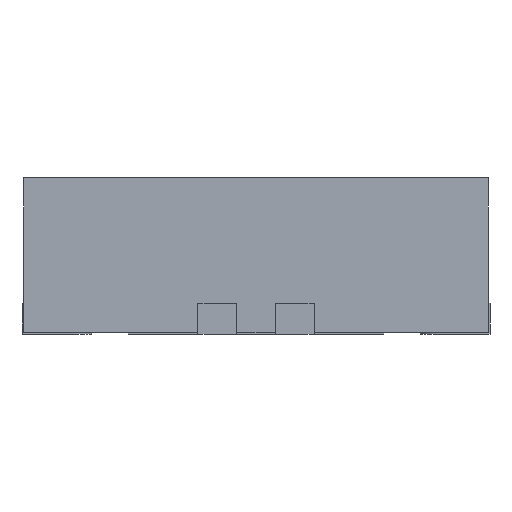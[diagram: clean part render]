
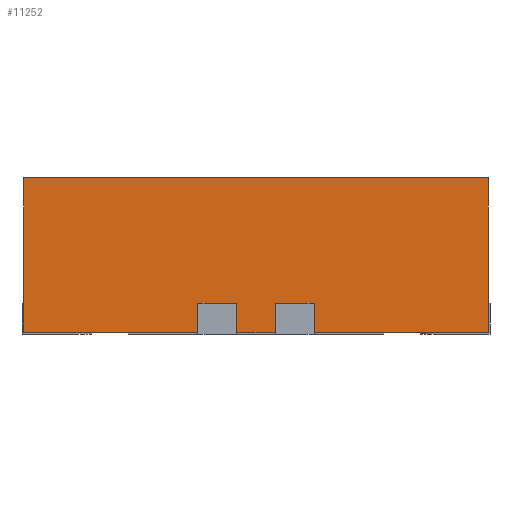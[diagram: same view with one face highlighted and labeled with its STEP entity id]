
A CAD part, front view. The second image highlights one B-rep face of the part: STEP entity #11252.
In plain terms, the highlighted planar face has unit normal (0, -1, 0).
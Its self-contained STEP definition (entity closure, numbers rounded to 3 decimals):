
#83 = VERTEX_POINT ( 'NONE', #12128 ) ;
#334 = VERTEX_POINT ( 'NONE', #9049 ) ;
#410 = DIRECTION ( 'NONE',  ( -1., 0., 0. ) ) ;
#920 = VERTEX_POINT ( 'NONE', #9306 ) ;
#958 = VERTEX_POINT ( 'NONE', #10449 ) ;
#968 = LINE ( 'NONE', #6809, #7911 ) ;
#1240 = LINE ( 'NONE', #11657, #16546 ) ;
#1755 = ORIENTED_EDGE ( 'NONE', *, *, #16022, .F. ) ;
#1848 = DIRECTION ( 'NONE',  ( 1., 0., 0. ) ) ;
#1864 = VERTEX_POINT ( 'NONE', #12489 ) ;
#1914 = VERTEX_POINT ( 'NONE', #8737 ) ;
#2496 = VECTOR ( 'NONE', #9824, 1000. ) ;
#2668 = CARTESIAN_POINT ( 'NONE',  ( -1.5, -1.5, 1.01 ) ) ;
#2972 = ORIENTED_EDGE ( 'NONE', *, *, #15520, .F. ) ;
#3380 = LINE ( 'NONE', #16734, #18203 ) ;
#3528 = CARTESIAN_POINT ( 'NONE',  ( -1.5, -1.5, 1.01 ) ) ;
#4094 = CARTESIAN_POINT ( 'NONE',  ( 0.375, -1.5, 0.01 ) ) ;
#4204 = DIRECTION ( 'NONE',  ( 0., 1., 0. ) ) ;
#4311 = ORIENTED_EDGE ( 'NONE', *, *, #12817, .F. ) ;
#4408 = VERTEX_POINT ( 'NONE', #9581 ) ;
#4413 = ORIENTED_EDGE ( 'NONE', *, *, #18442, .T. ) ;
#4531 = LINE ( 'NONE', #10369, #6465 ) ;
#4674 = LINE ( 'NONE', #3528, #15959 ) ;
#5096 = ORIENTED_EDGE ( 'NONE', *, *, #17858, .T. ) ;
#5134 = CARTESIAN_POINT ( 'NONE',  ( -1.5, -1.5, 0.01 ) ) ;
#5498 = AXIS2_PLACEMENT_3D ( 'NONE', #2668, #4204, #18791 ) ;
#5878 = DIRECTION ( 'NONE',  ( 0., 0., -1. ) ) ;
#5954 = ORIENTED_EDGE ( 'NONE', *, *, #12062, .F. ) ;
#5968 = DIRECTION ( 'NONE',  ( 0., 0., 1. ) ) ;
#6158 = VECTOR ( 'NONE', #1848, 1000. ) ;
#6432 = VECTOR ( 'NONE', #13907, 1000. ) ;
#6465 = VECTOR ( 'NONE', #16254, 1000. ) ;
#6480 = EDGE_LOOP ( 'NONE', ( #4311, #4413, #13683, #6904, #18170, #13916, #5954, #2972, #5096, #17820, #14061, #1755 ) ) ;
#6587 = VERTEX_POINT ( 'NONE', #4094 ) ;
#6809 = CARTESIAN_POINT ( 'NONE',  ( 0.375, -1.5, 1.01 ) ) ;
#6904 = ORIENTED_EDGE ( 'NONE', *, *, #11202, .F. ) ;
#7045 = VECTOR ( 'NONE', #5878, 1000. ) ;
#7564 = VERTEX_POINT ( 'NONE', #11305 ) ;
#7592 = LINE ( 'NONE', #10663, #6158 ) ;
#7733 = DIRECTION ( 'NONE',  ( 0., 0., -1. ) ) ;
#7810 = EDGE_CURVE ( 'NONE', #6587, #4408, #968, .T. ) ;
#7911 = VECTOR ( 'NONE', #18332, 1000. ) ;
#8309 = CARTESIAN_POINT ( 'NONE',  ( 0.125, -1.5, 1.01 ) ) ;
#8359 = VECTOR ( 'NONE', #16004, 1000. ) ;
#8737 = CARTESIAN_POINT ( 'NONE',  ( 0.125, -1.5, 0.2 ) ) ;
#8790 = CARTESIAN_POINT ( 'NONE',  ( -1.5, -1.5, 1.01 ) ) ;
#8926 = CARTESIAN_POINT ( 'NONE',  ( -0.125, -1.5, 0.01 ) ) ;
#9049 = CARTESIAN_POINT ( 'NONE',  ( 1.5, -1.5, 1.01 ) ) ;
#9057 = VECTOR ( 'NONE', #5968, 1000. ) ;
#9306 = CARTESIAN_POINT ( 'NONE',  ( -1.5, -1.5, 0.01 ) ) ;
#9424 = CARTESIAN_POINT ( 'NONE',  ( -1.5, -1.5, 1.01 ) ) ;
#9431 = VERTEX_POINT ( 'NONE', #9424 ) ;
#9563 = LINE ( 'NONE', #8309, #15943 ) ;
#9581 = CARTESIAN_POINT ( 'NONE',  ( 0.375, -1.5, 0.2 ) ) ;
#9824 = DIRECTION ( 'NONE',  ( 1., 0., 0. ) ) ;
#9923 = EDGE_CURVE ( 'NONE', #920, #1864, #15452, .T. ) ;
#10133 = LINE ( 'NONE', #8790, #8359 ) ;
#10137 = FACE_OUTER_BOUND ( 'NONE', #6480, .T. ) ;
#10238 = VERTEX_POINT ( 'NONE', #11938 ) ;
#10369 = CARTESIAN_POINT ( 'NONE',  ( -0.375, -1.5, 1.01 ) ) ;
#10449 = CARTESIAN_POINT ( 'NONE',  ( -0.125, -1.5, 0.2 ) ) ;
#10663 = CARTESIAN_POINT ( 'NONE',  ( -0.125, -1.5, 0.01 ) ) ;
#11202 = EDGE_CURVE ( 'NONE', #4408, #1914, #1240, .T. ) ;
#11252 = ADVANCED_FACE ( 'NONE', ( #10137 ), #12931, .F. ) ;
#11305 = CARTESIAN_POINT ( 'NONE',  ( 0.125, -1.5, 0.01 ) ) ;
#11608 = LINE ( 'NONE', #14694, #9057 ) ;
#11657 = CARTESIAN_POINT ( 'NONE',  ( -1.5, -1.5, 0.2 ) ) ;
#11938 = CARTESIAN_POINT ( 'NONE',  ( 1.5, -1.5, 0.01 ) ) ;
#12062 = EDGE_CURVE ( 'NONE', #334, #10238, #14697, .T. ) ;
#12128 = CARTESIAN_POINT ( 'NONE',  ( -0.375, -1.5, 0.2 ) ) ;
#12410 = LINE ( 'NONE', #5134, #2496 ) ;
#12489 = CARTESIAN_POINT ( 'NONE',  ( -0.375, -1.5, 0.01 ) ) ;
#12817 = EDGE_CURVE ( 'NONE', #13387, #958, #11608, .T. ) ;
#12931 = PLANE ( 'NONE',  #5498 ) ;
#13163 = CARTESIAN_POINT ( 'NONE',  ( 1.5, -1.5, 1.01 ) ) ;
#13387 = VERTEX_POINT ( 'NONE', #8926 ) ;
#13683 = ORIENTED_EDGE ( 'NONE', *, *, #16891, .F. ) ;
#13907 = DIRECTION ( 'NONE',  ( 1., 0., 0. ) ) ;
#13916 = ORIENTED_EDGE ( 'NONE', *, *, #18313, .T. ) ;
#14061 = ORIENTED_EDGE ( 'NONE', *, *, #18472, .F. ) ;
#14694 = CARTESIAN_POINT ( 'NONE',  ( -0.125, -1.5, 1.01 ) ) ;
#14697 = LINE ( 'NONE', #13163, #7045 ) ;
#15452 = LINE ( 'NONE', #16994, #6432 ) ;
#15520 = EDGE_CURVE ( 'NONE', #9431, #334, #10133, .T. ) ;
#15614 = DIRECTION ( 'NONE',  ( 0., 0., -1. ) ) ;
#15943 = VECTOR ( 'NONE', #15614, 1000. ) ;
#15959 = VECTOR ( 'NONE', #7733, 1000. ) ;
#16004 = DIRECTION ( 'NONE',  ( 1., 0., 0. ) ) ;
#16022 = EDGE_CURVE ( 'NONE', #958, #83, #3380, .T. ) ;
#16254 = DIRECTION ( 'NONE',  ( 0., 0., -1. ) ) ;
#16546 = VECTOR ( 'NONE', #18976, 1000. ) ;
#16734 = CARTESIAN_POINT ( 'NONE',  ( -1.5, -1.5, 0.2 ) ) ;
#16891 = EDGE_CURVE ( 'NONE', #1914, #7564, #9563, .T. ) ;
#16994 = CARTESIAN_POINT ( 'NONE',  ( -1.5, -1.5, 0.01 ) ) ;
#17820 = ORIENTED_EDGE ( 'NONE', *, *, #9923, .T. ) ;
#17858 = EDGE_CURVE ( 'NONE', #9431, #920, #4674, .T. ) ;
#18170 = ORIENTED_EDGE ( 'NONE', *, *, #7810, .F. ) ;
#18203 = VECTOR ( 'NONE', #410, 1000. ) ;
#18313 = EDGE_CURVE ( 'NONE', #6587, #10238, #12410, .T. ) ;
#18332 = DIRECTION ( 'NONE',  ( 0., 0., 1. ) ) ;
#18442 = EDGE_CURVE ( 'NONE', #13387, #7564, #7592, .T. ) ;
#18472 = EDGE_CURVE ( 'NONE', #83, #1864, #4531, .T. ) ;
#18791 = DIRECTION ( 'NONE',  ( 1., 0., 0. ) ) ;
#18976 = DIRECTION ( 'NONE',  ( -1., 0., 0. ) ) ;
